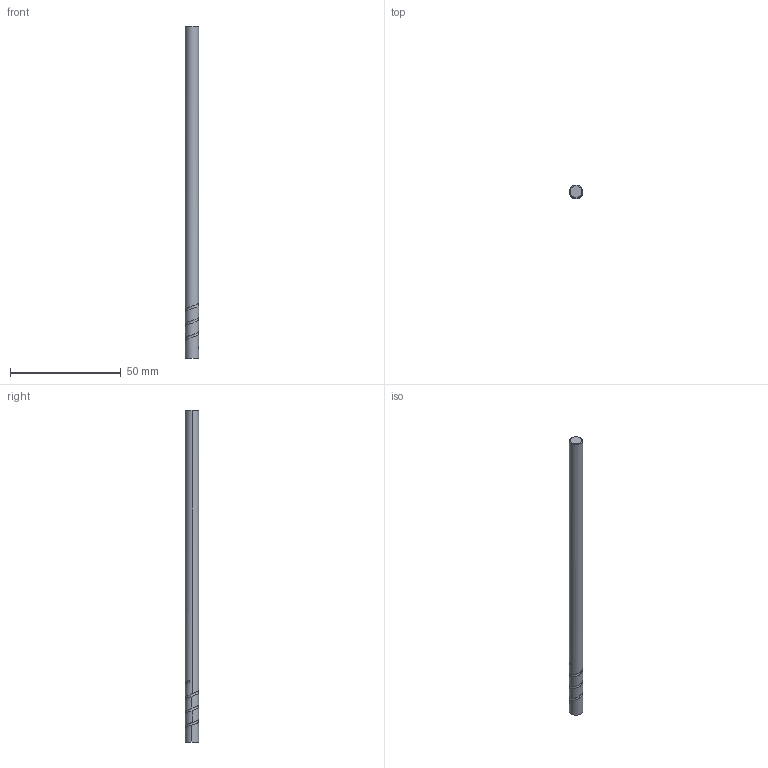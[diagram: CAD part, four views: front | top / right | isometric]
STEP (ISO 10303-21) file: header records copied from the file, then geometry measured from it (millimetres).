
FILE_DESCRIPTION (( 'STEP AP203' ), '1' );
FILE_NAME ('VP060527-150.STEP', '2012-09-04T15:43:51', ( 'dis05' ), ( '' ), 'SwSTEP 2.0', 'SolidWorks 2010', '' );
FILE_SCHEMA (( 'CONFIG_CONTROL_DESIGN' ));
Length unit declared in the file: millimetre
Products named in the file (1): VP060527-150
Bounding box: 6 x 6 x 150 mm (x, y, z)
Volume: 4224.5 mm3; surface area: 2888.5 mm2
Topology: 1 solids, 1 shells, 15 faces, 41 edges, 28 vertices
Faces by surface type: cylinder 8, bspline 3, cone 2, plane 2
Entity records: 1775 total; most frequent: CARTESIAN_POINT 1345, ORIENTED_EDGE 82, DIRECTION 63, EDGE_CURVE 41, VERTEX_POINT 28, AXIS2_PLACEMENT_3D 26, B_SPLINE_CURVE_WITH_KNOTS 16, EDGE_LOOP 15
